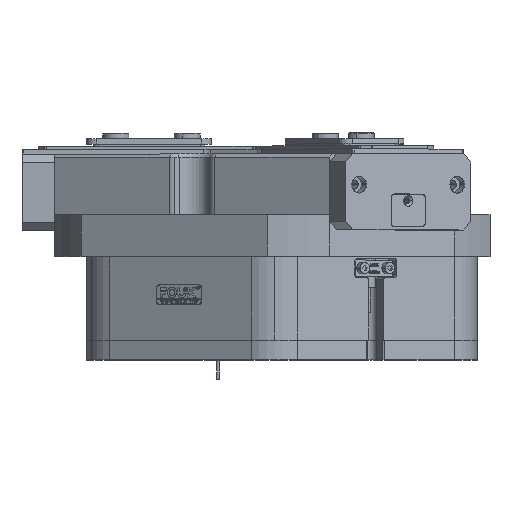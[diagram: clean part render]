
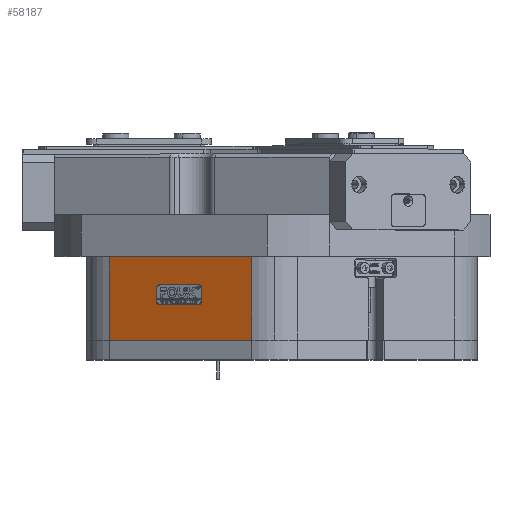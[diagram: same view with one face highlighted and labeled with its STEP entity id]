
A CAD part, top view. The second image highlights one B-rep face of the part: STEP entity #58187.
In plain terms, the highlighted planar face has unit normal (-0.5, 0, 0.866).
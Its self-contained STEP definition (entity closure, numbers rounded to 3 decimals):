
#20 = DIRECTION ( 'NONE',  ( -0.866, 0., -0.5 ) ) ;
#688 = LINE ( 'NONE', #57839, #41055 ) ;
#753 = VERTEX_POINT ( 'NONE', #12317 ) ;
#1696 = VERTEX_POINT ( 'NONE', #43680 ) ;
#1920 = DIRECTION ( 'NONE',  ( 0., -1., 0. ) ) ;
#2027 = VECTOR ( 'NONE', #45357, 1000. ) ;
#3220 = CARTESIAN_POINT ( 'NONE',  ( -76.242, 24.1, 96.855 ) ) ;
#3247 = EDGE_CURVE ( 'NONE', #14238, #59543, #52323, .T. ) ;
#3579 = LINE ( 'NONE', #33431, #17588 ) ;
#3634 = LINE ( 'NONE', #45312, #25028 ) ;
#4221 = EDGE_CURVE ( 'NONE', #14354, #16968, #3579, .T. ) ;
#4654 = DIRECTION ( 'NONE',  ( 0.5, 0., -0.866 ) ) ;
#5878 = FACE_BOUND ( 'NONE', #25184, .T. ) ;
#6366 = EDGE_CURVE ( 'NONE', #1696, #14010, #3634, .T. ) ;
#6550 = DIRECTION ( 'NONE',  ( 0.866, 0., 0.5 ) ) ;
#7192 = CARTESIAN_POINT ( 'NONE',  ( -105., 50.8, 80.252 ) ) ;
#7995 = ORIENTED_EDGE ( 'NONE', *, *, #20037, .F. ) ;
#8409 = AXIS2_PLACEMENT_3D ( 'NONE', #64346, #38052, #6550 ) ;
#9270 = CARTESIAN_POINT ( 'NONE',  ( -17., 115., 131.059 ) ) ;
#9721 = CARTESIAN_POINT ( 'NONE',  ( -50.175, 24.1, 111.905 ) ) ;
#10168 = DIRECTION ( 'NONE',  ( -0.866, 0., -0.5 ) ) ;
#10435 = CARTESIAN_POINT ( 'NONE',  ( -105.017, 51.8, 80.242 ) ) ;
#10458 = CIRCLE ( 'NONE', #8409, 2.1 ) ;
#10607 = VERTEX_POINT ( 'NONE', #3220 ) ;
#11244 = ORIENTED_EDGE ( 'NONE', *, *, #36588, .T. ) ;
#11900 = LINE ( 'NONE', #31490, #46512 ) ;
#12142 = VECTOR ( 'NONE', #57298, 1000. ) ;
#12317 = CARTESIAN_POINT ( 'NONE',  ( -16.983, 51.8, 131.068 ) ) ;
#12518 = VERTEX_POINT ( 'NONE', #10435 ) ;
#12673 = AXIS2_PLACEMENT_3D ( 'NONE', #24230, #30169, #35476 ) ;
#12756 = DIRECTION ( 'NONE',  ( 0., 1., 0. ) ) ;
#12855 = EDGE_CURVE ( 'NONE', #12518, #14354, #52464, .T. ) ;
#12913 = EDGE_LOOP ( 'NONE', ( #64613, #56094, #37011, #11244, #40791, #7995 ) ) ;
#13313 = CARTESIAN_POINT ( 'NONE',  ( -17., 0., 131.059 ) ) ;
#14010 = VERTEX_POINT ( 'NONE', #44538 ) ;
#14181 = FACE_OUTER_BOUND ( 'NONE', #12913, .T. ) ;
#14238 = VERTEX_POINT ( 'NONE', #37308 ) ;
#14354 = VERTEX_POINT ( 'NONE', #54522 ) ;
#15109 = EDGE_CURVE ( 'NONE', #55785, #1696, #28212, .T. ) ;
#16842 = CARTESIAN_POINT ( 'NONE',  ( -74.423, 24.1, 97.905 ) ) ;
#16968 = VERTEX_POINT ( 'NONE', #36656 ) ;
#17588 = VECTOR ( 'NONE', #1920, 1000. ) ;
#17787 = CARTESIAN_POINT ( 'NONE',  ( -105.006, 51.467, 80.248 ) ) ;
#19389 = EDGE_CURVE ( 'NONE', #33418, #49502, #688, .T. ) ;
#20009 = LINE ( 'NONE', #9270, #43848 ) ;
#20037 = EDGE_CURVE ( 'NONE', #12518, #753, #61570, .T. ) ;
#23944 = ORIENTED_EDGE ( 'NONE', *, *, #54766, .T. ) ;
#24230 = CARTESIAN_POINT ( 'NONE',  ( 122., 115., 211.31 ) ) ;
#24562 = VERTEX_POINT ( 'NONE', #13313 ) ;
#25028 = VECTOR ( 'NONE', #51069, 1000. ) ;
#25068 = AXIS2_PLACEMENT_3D ( 'NONE', #16842, #32192, #37485 ) ;
#25120 = EDGE_CURVE ( 'NONE', #10607, #55785, #36025, .T. ) ;
#25184 = EDGE_LOOP ( 'NONE', ( #25600, #23944, #57184, #40905, #35685, #39115, #27509, #53023 ) ) ;
#25600 = ORIENTED_EDGE ( 'NONE', *, *, #3247, .T. ) ;
#27509 = ORIENTED_EDGE ( 'NONE', *, *, #6366, .T. ) ;
#28212 = CIRCLE ( 'NONE', #56930, 2.1 ) ;
#29343 = CIRCLE ( 'NONE', #50492, 2.1 ) ;
#30169 = DIRECTION ( 'NONE',  ( -0.5, 0., 0.866 ) ) ;
#31284 = CARTESIAN_POINT ( 'NONE',  ( -16.994, 51.467, 131.062 ) ) ;
#31490 = CARTESIAN_POINT ( 'NONE',  ( 122., 0., 211.31 ) ) ;
#32192 = DIRECTION ( 'NONE',  ( 0.5, 0., -0.866 ) ) ;
#33418 = VERTEX_POINT ( 'NONE', #39228 ) ;
#33431 = CARTESIAN_POINT ( 'NONE',  ( -105., 115., 80.252 ) ) ;
#35476 = DIRECTION ( 'NONE',  ( 0.866, 0., 0.5 ) ) ;
#35685 = ORIENTED_EDGE ( 'NONE', *, *, #25120, .T. ) ;
#36025 = LINE ( 'NONE', #59930, #64844 ) ;
#36588 = EDGE_CURVE ( 'NONE', #24562, #54870, #20009, .T. ) ;
#36656 = CARTESIAN_POINT ( 'NONE',  ( -105., 0., 80.252 ) ) ;
#37011 = ORIENTED_EDGE ( 'NONE', *, *, #44784, .F. ) ;
#37308 = CARTESIAN_POINT ( 'NONE',  ( -48.356, 32.1, 112.955 ) ) ;
#37485 = DIRECTION ( 'NONE',  ( -0.866, 0., -0.5 ) ) ;
#38052 = DIRECTION ( 'NONE',  ( 0.5, 0., -0.866 ) ) ;
#38713 = CARTESIAN_POINT ( 'NONE',  ( -48.356, 24.1, 112.955 ) ) ;
#38817 = CARTESIAN_POINT ( 'NONE',  ( -76.242, 32.1, 96.855 ) ) ;
#39115 = ORIENTED_EDGE ( 'NONE', *, *, #15109, .T. ) ;
#39228 = CARTESIAN_POINT ( 'NONE',  ( -50.175, 22., 111.905 ) ) ;
#40050 = EDGE_CURVE ( 'NONE', #14010, #14238, #10458, .T. ) ;
#40791 = ORIENTED_EDGE ( 'NONE', *, *, #66814, .T. ) ;
#40905 = ORIENTED_EDGE ( 'NONE', *, *, #48447, .T. ) ;
#41055 = VECTOR ( 'NONE', #20, 1000. ) ;
#41967 = CARTESIAN_POINT ( 'NONE',  ( -74.423, 22., 97.905 ) ) ;
#42346 = CARTESIAN_POINT ( 'NONE',  ( -16.983, 51.8, 131.068 ) ) ;
#43680 = CARTESIAN_POINT ( 'NONE',  ( -74.423, 34.2, 97.905 ) ) ;
#43848 = VECTOR ( 'NONE', #57822, 1000. ) ;
#44538 = CARTESIAN_POINT ( 'NONE',  ( -50.175, 34.2, 111.905 ) ) ;
#44784 = EDGE_CURVE ( 'NONE', #24562, #16968, #11900, .T. ) ;
#45312 = CARTESIAN_POINT ( 'NONE',  ( -50.175, 34.2, 111.905 ) ) ;
#45357 = DIRECTION ( 'NONE',  ( 0., -1., 0. ) ) ;
#46512 = VECTOR ( 'NONE', #67497, 1000. ) ;
#46970 = CARTESIAN_POINT ( 'NONE',  ( -17., 50.8, 131.059 ) ) ;
#48447 = EDGE_CURVE ( 'NONE', #49502, #10607, #65105, .T. ) ;
#49502 = VERTEX_POINT ( 'NONE', #41967 ) ;
#50492 = AXIS2_PLACEMENT_3D ( 'NONE', #9721, #50743, #61320 ) ;
#50743 = DIRECTION ( 'NONE',  ( 0.5, 0., -0.866 ) ) ;
#51069 = DIRECTION ( 'NONE',  ( 0.866, 0., 0.5 ) ) ;
#52323 = LINE ( 'NONE', #59658, #2027 ) ;
#52464 =( BOUNDED_CURVE ( )  B_SPLINE_CURVE ( 3, ( #60380, #17787, #59682, #7192 ),
 .UNSPECIFIED., .F., .F. ) 
 B_SPLINE_CURVE_WITH_KNOTS ( ( 4, 4 ),
 ( 3.107, 3.142 ),
 .UNSPECIFIED. ) 
 CURVE ( )  GEOMETRIC_REPRESENTATION_ITEM ( )  RATIONAL_B_SPLINE_CURVE ( ( 1., 1., 1., 1. ) ) 
 REPRESENTATION_ITEM ( '' )  );
#53023 = ORIENTED_EDGE ( 'NONE', *, *, #40050, .T. ) ;
#54522 = CARTESIAN_POINT ( 'NONE',  ( -105., 50.8, 80.252 ) ) ;
#54766 = EDGE_CURVE ( 'NONE', #59543, #33418, #29343, .T. ) ;
#54870 = VERTEX_POINT ( 'NONE', #64263 ) ;
#55785 = VERTEX_POINT ( 'NONE', #38817 ) ;
#56094 = ORIENTED_EDGE ( 'NONE', *, *, #4221, .T. ) ;
#56930 = AXIS2_PLACEMENT_3D ( 'NONE', #62210, #4654, #10168 ) ;
#57184 = ORIENTED_EDGE ( 'NONE', *, *, #19389, .T. ) ;
#57298 = DIRECTION ( 'NONE',  ( 0.866, 0., 0.5 ) ) ;
#57822 = DIRECTION ( 'NONE',  ( 0., 1., 0. ) ) ;
#57839 = CARTESIAN_POINT ( 'NONE',  ( -50.175, 22., 111.905 ) ) ;
#58048 = CARTESIAN_POINT ( 'NONE',  ( -17., 51.133, 131.059 ) ) ;
#58187 = ADVANCED_FACE ( 'NONE', ( #14181, #5878 ), #66818, .T. ) ;
#59543 = VERTEX_POINT ( 'NONE', #38713 ) ;
#59658 = CARTESIAN_POINT ( 'NONE',  ( -48.356, 32.1, 112.955 ) ) ;
#59682 = CARTESIAN_POINT ( 'NONE',  ( -105., 51.133, 80.252 ) ) ;
#59930 = CARTESIAN_POINT ( 'NONE',  ( -76.242, 32.1, 96.855 ) ) ;
#60380 = CARTESIAN_POINT ( 'NONE',  ( -105.017, 51.8, 80.242 ) ) ;
#61320 = DIRECTION ( 'NONE',  ( -0.866, 0., -0.5 ) ) ;
#61570 = LINE ( 'NONE', #62355, #12142 ) ;
#62210 = CARTESIAN_POINT ( 'NONE',  ( -74.423, 32.1, 97.905 ) ) ;
#62355 = CARTESIAN_POINT ( 'NONE',  ( -61., 51.8, 105.655 ) ) ;
#62982 =( BOUNDED_CURVE ( )  B_SPLINE_CURVE ( 3, ( #46970, #58048, #31284, #42346 ),
 .UNSPECIFIED., .F., .F. ) 
 B_SPLINE_CURVE_WITH_KNOTS ( ( 4, 4 ),
 ( 0., 0.034 ),
 .UNSPECIFIED. ) 
 CURVE ( )  GEOMETRIC_REPRESENTATION_ITEM ( )  RATIONAL_B_SPLINE_CURVE ( ( 1., 1., 1., 1. ) ) 
 REPRESENTATION_ITEM ( '' )  );
#64263 = CARTESIAN_POINT ( 'NONE',  ( -17., 50.8, 131.059 ) ) ;
#64346 = CARTESIAN_POINT ( 'NONE',  ( -50.175, 32.1, 111.905 ) ) ;
#64613 = ORIENTED_EDGE ( 'NONE', *, *, #12855, .T. ) ;
#64844 = VECTOR ( 'NONE', #12756, 1000. ) ;
#65105 = CIRCLE ( 'NONE', #25068, 2.1 ) ;
#66814 = EDGE_CURVE ( 'NONE', #54870, #753, #62982, .T. ) ;
#66818 = PLANE ( 'NONE',  #12673 ) ;
#67497 = DIRECTION ( 'NONE',  ( -0.866, 0., -0.5 ) ) ;
